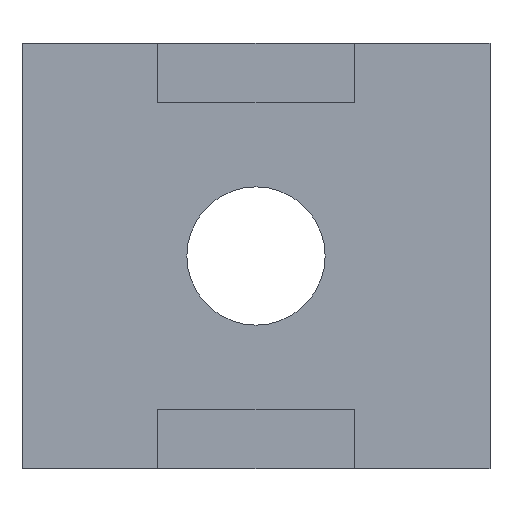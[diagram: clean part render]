
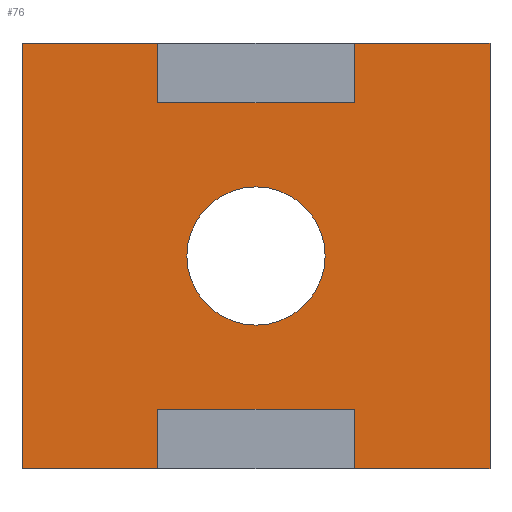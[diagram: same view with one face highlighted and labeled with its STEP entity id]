
A CAD part, front view. The second image highlights one B-rep face of the part: STEP entity #76.
In plain terms, the highlighted planar face has unit normal (0, -1, 0).
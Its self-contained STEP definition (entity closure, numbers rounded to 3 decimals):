
#76=ADVANCED_FACE('',(#150,#151),#152,.F.);
#150=FACE_OUTER_BOUND('',#219,.T.);
#151=FACE_BOUND('',#220,.T.);
#152=PLANE('',#221);
#219=EDGE_LOOP('',(#379,#380,#381,#382,#383,#384,#385,#386,#387,#388,#389,#390));
#220=EDGE_LOOP('',(#391,#392));
#221=AXIS2_PLACEMENT_3D('',#393,#394,#395);
#379=ORIENTED_EDGE('',*,*,#426,.T.);
#380=ORIENTED_EDGE('',*,*,#441,.F.);
#381=ORIENTED_EDGE('',*,*,#488,.F.);
#382=ORIENTED_EDGE('',*,*,#467,.F.);
#383=ORIENTED_EDGE('',*,*,#463,.T.);
#384=ORIENTED_EDGE('',*,*,#456,.T.);
#385=ORIENTED_EDGE('',*,*,#451,.T.);
#386=ORIENTED_EDGE('',*,*,#466,.F.);
#387=ORIENTED_EDGE('',*,*,#489,.T.);
#388=ORIENTED_EDGE('',*,*,#442,.F.);
#389=ORIENTED_EDGE('',*,*,#438,.T.);
#390=ORIENTED_EDGE('',*,*,#431,.T.);
#391=ORIENTED_EDGE('',*,*,#476,.T.);
#392=ORIENTED_EDGE('',*,*,#424,.T.);
#393=CARTESIAN_POINT('',(0.0,0.0,0.0));
#394=DIRECTION('',(0.0,1.0,0.0));
#395=DIRECTION('',(0.0,0.0,1.0));
#424=EDGE_CURVE('',#496,#500,#502,.T.);
#426=EDGE_CURVE('',#504,#505,#506,.T.);
#431=EDGE_CURVE('',#513,#504,#514,.T.);
#438=EDGE_CURVE('',#523,#513,#524,.T.);
#441=EDGE_CURVE('',#527,#505,#528,.T.);
#442=EDGE_CURVE('',#523,#529,#530,.T.);
#451=EDGE_CURVE('',#545,#546,#547,.T.);
#456=EDGE_CURVE('',#554,#545,#555,.T.);
#463=EDGE_CURVE('',#564,#554,#565,.T.);
#466=EDGE_CURVE('',#568,#546,#569,.T.);
#467=EDGE_CURVE('',#564,#570,#571,.T.);
#476=EDGE_CURVE('',#500,#496,#586,.T.);
#488=EDGE_CURVE('',#570,#527,#598,.T.);
#489=EDGE_CURVE('',#568,#529,#599,.T.);
#496=VERTEX_POINT('',#606);
#500=VERTEX_POINT('',#611);
#502=CIRCLE('',#614,6.5);
#504=VERTEX_POINT('',#616);
#505=VERTEX_POINT('',#617);
#506=LINE('',#618,#619);
#513=VERTEX_POINT('',#629);
#514=LINE('',#630,#631);
#523=VERTEX_POINT('',#644);
#524=LINE('',#645,#646);
#527=VERTEX_POINT('',#650);
#528=LINE('',#651,#652);
#529=VERTEX_POINT('',#653);
#530=LINE('',#654,#655);
#545=VERTEX_POINT('',#677);
#546=VERTEX_POINT('',#678);
#547=LINE('',#679,#680);
#554=VERTEX_POINT('',#690);
#555=LINE('',#691,#692);
#564=VERTEX_POINT('',#705);
#565=LINE('',#706,#707);
#568=VERTEX_POINT('',#711);
#569=LINE('',#712,#713);
#570=VERTEX_POINT('',#714);
#571=LINE('',#715,#716);
#586=CIRCLE('',#738,6.5);
#598=LINE('',#755,#756);
#599=LINE('',#757,#758);
#606=CARTESIAN_POINT('',(6.5,0.0,0.));
#611=CARTESIAN_POINT('',(-6.5,0.0,0.));
#614=AXIS2_PLACEMENT_3D('',#769,#770,#771);
#616=CARTESIAN_POINT('',(9.24,0.0,-14.4));
#617=CARTESIAN_POINT('',(9.24,0.0,-20.0));
#618=CARTESIAN_POINT('',(9.24,0.0,-8.6));
#619=VECTOR('',#772,1.0);
#629=CARTESIAN_POINT('',(-9.24,0.0,-14.4));
#630=CARTESIAN_POINT('',(0.,0.0,-14.4));
#631=VECTOR('',#776,1.0);
#644=CARTESIAN_POINT('',(-9.24,0.0,-20.0));
#645=CARTESIAN_POINT('',(-9.24,0.0,-8.6));
#646=VECTOR('',#781,1.0);
#650=CARTESIAN_POINT('',(22.0,0.0,-20.0));
#651=CARTESIAN_POINT('',(0.0,0.0,-20.0));
#652=VECTOR('',#783,1.0);
#653=CARTESIAN_POINT('',(-22.0,0.0,-20.0));
#654=CARTESIAN_POINT('',(0.0,0.0,-20.0));
#655=VECTOR('',#784,1.0);
#677=CARTESIAN_POINT('',(-9.24,0.0,14.4));
#678=CARTESIAN_POINT('',(-9.24,0.0,20.0));
#679=CARTESIAN_POINT('',(-9.24,0.0,8.6));
#680=VECTOR('',#792,1.0);
#690=CARTESIAN_POINT('',(9.24,0.0,14.4));
#691=CARTESIAN_POINT('',(0.0,0.0,14.4));
#692=VECTOR('',#796,1.0);
#705=CARTESIAN_POINT('',(9.24,0.0,20.0));
#706=CARTESIAN_POINT('',(9.24,0.0,8.6));
#707=VECTOR('',#801,1.0);
#711=CARTESIAN_POINT('',(-22.0,0.0,20.0));
#712=CARTESIAN_POINT('',(0.0,0.0,20.0));
#713=VECTOR('',#803,1.0);
#714=CARTESIAN_POINT('',(22.0,0.0,20.0));
#715=CARTESIAN_POINT('',(0.0,0.0,20.0));
#716=VECTOR('',#804,1.0);
#738=AXIS2_PLACEMENT_3D('',#812,#813,#814);
#755=CARTESIAN_POINT('',(22.0,0.0,0.0));
#756=VECTOR('',#823,1.0);
#757=CARTESIAN_POINT('',(-22.0,0.0,0.0));
#758=VECTOR('',#824,1.0);
#769=CARTESIAN_POINT('',(0.0,0.0,0.0));
#770=DIRECTION('',(-0.0,1.0,0.0));
#771=DIRECTION('',(1.0,0.0,0.0));
#772=DIRECTION('',(0.,0.0,-1.0));
#776=DIRECTION('',(1.0,-0.0,0.));
#781=DIRECTION('',(0.,0.0,1.0));
#783=DIRECTION('',(-1.0,0.0,0.0));
#784=DIRECTION('',(-1.0,0.0,0.0));
#792=DIRECTION('',(0.0,0.0,1.0));
#796=DIRECTION('',(-1.0,0.0,0.0));
#801=DIRECTION('',(0.0,0.0,-1.0));
#803=DIRECTION('',(1.0,0.0,0.0));
#804=DIRECTION('',(1.0,0.0,0.0));
#812=CARTESIAN_POINT('',(0.0,0.0,0.0));
#813=DIRECTION('',(-0.0,1.0,0.0));
#814=DIRECTION('',(1.0,0.0,0.0));
#823=DIRECTION('',(0.0,0.0,-1.0));
#824=DIRECTION('',(0.0,0.0,-1.0));
